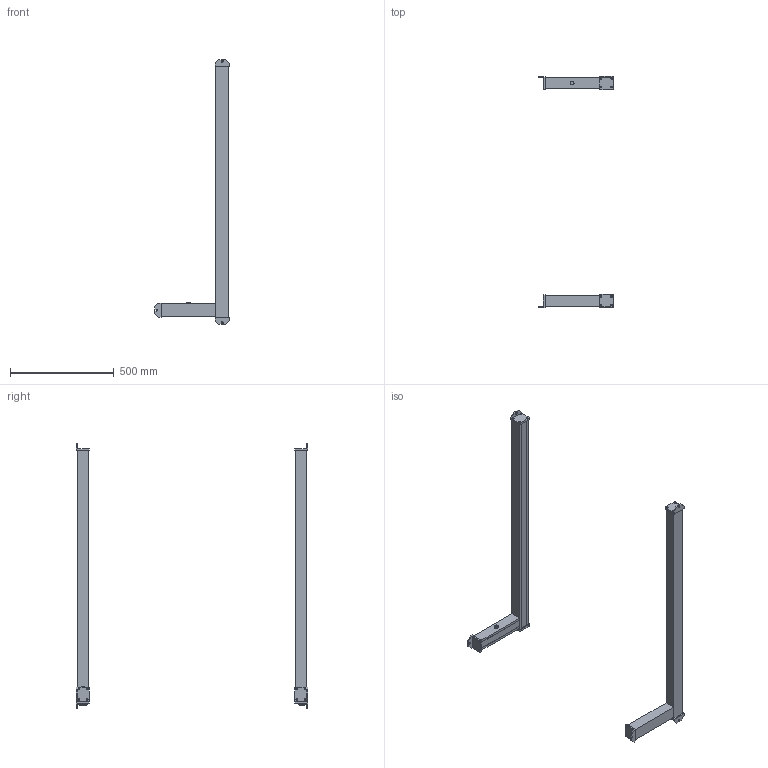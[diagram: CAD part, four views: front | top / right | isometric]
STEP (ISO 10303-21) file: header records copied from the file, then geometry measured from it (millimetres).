
FILE_DESCRIPTION(('CATIA V5 STEP Exchange'),'2;1');
FILE_NAME('PS-1204APL1.stp','2013-05-28T12:20:27+00:00',('none'),('none'),'CATIA Version 5 Release 18 SP 4 (IN-10)','CATIA V5 STEP AP203','none');
FILE_SCHEMA(('CONFIG_CONTROL_DESIGN'));
Length unit declared in the file: millimetre
Products named in the file (5): PS-1204APL1; PS-1204APL1-TX; 1connector; PS-1204APL1-RX; 2connector
Assembly tree (18 placements, depth 4):
  PS-1204APL1
    PS-1204APL1-TX
      #62
      1connector
        #515
        #1808
      #4326
      #515  x2
    PS-1204APL1-RX
      #62
      2connector
        #515
        #1808
        #4865
      #4326
      #515  x2
      #7822
Bounding box: 360 x 1115 x 1274 mm (x, y, z)
Volume: 5692580.2 mm3; surface area: 1244320.3 mm2
Topology: 19 solids, 19 shells, 657 faces, 1517 edges, 978 vertices
Faces by surface type: plane 287, cylinder 271, revolution 92, cone 4, torus 3
Entity records: 8365 total; most frequent: CARTESIAN_POINT 1723, ORIENTED_EDGE 1344, DIRECTION 1090, EDGE_CURVE 672, AXIS2_PLACEMENT_3D 552, VERTEX_POINT 425, CIRCLE 368, EDGE_LOOP 359
